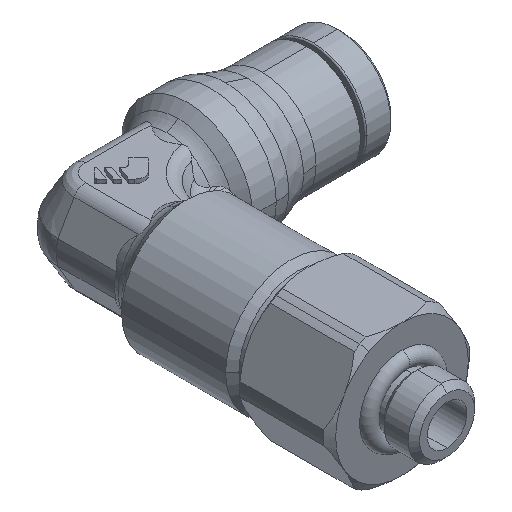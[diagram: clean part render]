
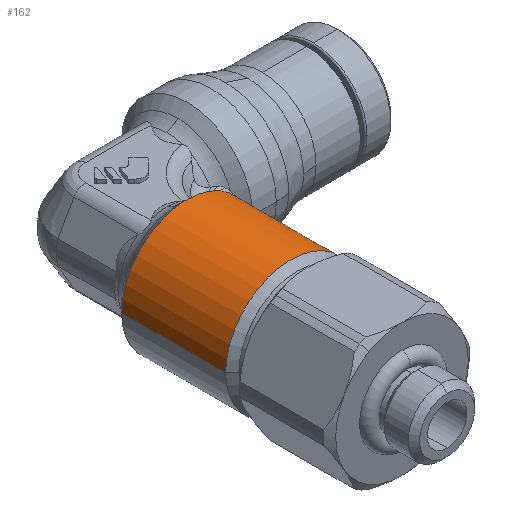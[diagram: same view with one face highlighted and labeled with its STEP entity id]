
A CAD part, isometric view. The second image highlights one B-rep face of the part: STEP entity #162.
In plain terms, the highlighted cylindrical face has radius 4.935 mm (diameter 9.87 mm), a partial arc.
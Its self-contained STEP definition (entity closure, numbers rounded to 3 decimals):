
#162=ADVANCED_FACE('',(#452),#453,.T.);
#452=FACE_OUTER_BOUND('',#796,.T.);
#453=CYLINDRICAL_SURFACE('',#797,4.935);
#796=EDGE_LOOP('',(#1824,#1825,#1826,#1827));
#797=AXIS2_PLACEMENT_3D('',#1828,#1829,#1830);
#1824=ORIENTED_EDGE('',*,*,#2256,.T.);
#1825=ORIENTED_EDGE('',*,*,#2363,.T.);
#1826=ORIENTED_EDGE('',*,*,#2258,.T.);
#1827=ORIENTED_EDGE('',*,*,#2558,.T.);
#1828=CARTESIAN_POINT('',(0.,-7.255,0.));
#1829=DIRECTION('',(0.,-1.0,0.));
#1830=DIRECTION('',(-1.0,0.,0.));
#2256=EDGE_CURVE('',#2692,#2693,#2694,.T.);
#2258=EDGE_CURVE('',#2697,#2695,#2698,.T.);
#2363=EDGE_CURVE('',#2693,#2697,#2890,.T.);
#2558=EDGE_CURVE('',#2695,#2692,#3189,.T.);
#2692=VERTEX_POINT('',#3410);
#2693=VERTEX_POINT('',#3411);
#2694=LINE('',#3412,#3413);
#2695=VERTEX_POINT('',#3414);
#2697=VERTEX_POINT('',#3416);
#2698=LINE('',#3417,#3418);
#2890=CIRCLE('',#3842,4.935);
#3189=CIRCLE('',#4716,4.935);
#3410=CARTESIAN_POINT('',(-4.935,-6.36,0.));
#3411=CARTESIAN_POINT('',(-4.935,-14.2,0.));
#3412=CARTESIAN_POINT('',(-4.935,-7.255,0.));
#3413=VECTOR('',#4984,1.0);
#3414=CARTESIAN_POINT('',(4.935,-6.36,0.));
#3416=CARTESIAN_POINT('',(4.935,-14.2,0.));
#3417=CARTESIAN_POINT('',(4.935,-7.255,0.));
#3418=VECTOR('',#4988,1.0);
#3842=AXIS2_PLACEMENT_3D('',#5170,#5171,#5172);
#4716=AXIS2_PLACEMENT_3D('',#5482,#5483,#5484);
#4984=DIRECTION('',(0.,-1.0,0.));
#4988=DIRECTION('',(0.,1.0,0.));
#5170=CARTESIAN_POINT('',(0.,-14.2,0.));
#5171=DIRECTION('',(0.,1.0,0.));
#5172=DIRECTION('',(-1.0,0.,0.));
#5482=CARTESIAN_POINT('',(0.,-6.36,0.));
#5483=DIRECTION('',(0.,-1.0,0.));
#5484=DIRECTION('',(-1.0,0.,0.));
